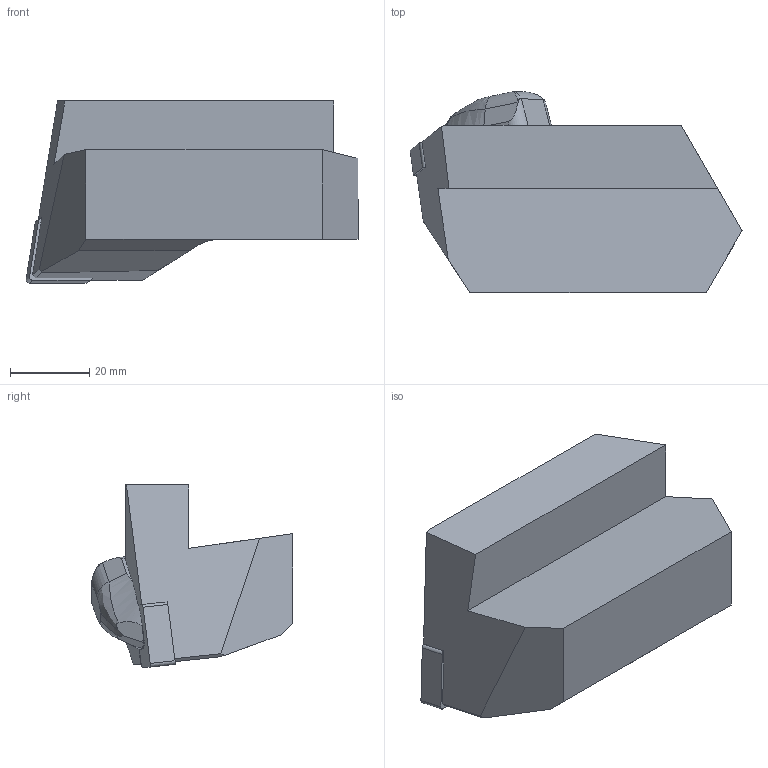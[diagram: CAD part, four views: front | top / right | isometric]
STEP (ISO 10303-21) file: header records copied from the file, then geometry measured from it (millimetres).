
FILE_DESCRIPTION(/* description */ (''),/* implementation_level */ '2;1');
FILE_NAME(/* name */ '1550142252469.stp',/* time_stamp */ '2019-02-14T12:04:28+01:00',/* author */ (''),/* organization */ ('SMS'),/* preprocessor_version */ 'ST-DEVELOPER v15',/* originating_system */ 'SIEMENS PLM Software NX 8.5',/* authorisation */ '');
FILE_SCHEMA (('AUTOMOTIVE_DESIGN { 1 0 10303 214 3 1 1 1 }'));
Length unit declared in the file: millimetre
Products named in the file (4): ASSEMBLY_CONSTRUCTION; IsoTurningInsert; 201024967mod000_00; 201025408mod000_01
Assembly tree (3 placements, depth 2):
  201025408mod000_01
    201024967mod000_00
    IsoTurningInsert
    ASSEMBLY_CONSTRUCTION
Bounding box: 83.9 x 50.8 x 46 mm (x, y, z)
Volume: 88251.3 mm3; surface area: 15314.7 mm2
Topology: 2 solids, 2 shells, 60 faces, 174 edges, 123 vertices
Faces by surface type: plane 40, cylinder 13, bspline 7
Full cylindrical faces by diameter (mm): 6.35 x2
Entity records: 2530 total; most frequent: CARTESIAN_POINT 885, ORIENTED_EDGE 338, DIRECTION 280, EDGE_CURVE 169, VERTEX_POINT 114, LINE 100, VECTOR 100, AXIS2_PLACEMENT_3D 90
